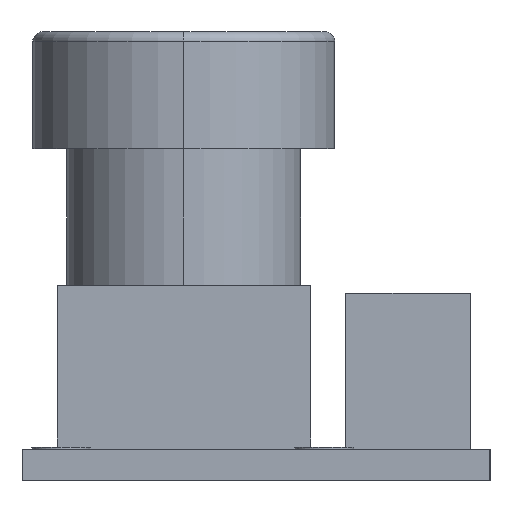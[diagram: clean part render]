
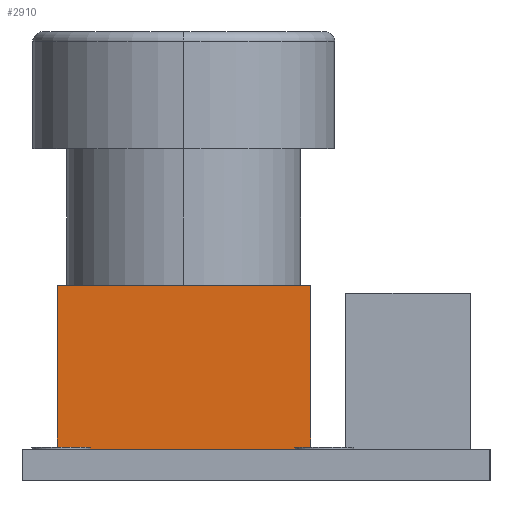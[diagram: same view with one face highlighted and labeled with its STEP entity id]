
A CAD part, left-side view. The second image highlights one B-rep face of the part: STEP entity #2910.
In plain terms, the highlighted planar face has unit normal (-1, 0, 0).
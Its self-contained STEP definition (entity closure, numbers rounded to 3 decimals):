
#145 = AXIS2_PLACEMENT_3D ( 'NONE', #924, #303, #1203 ) ;
#162 = VECTOR ( 'NONE', #1140, 1000. ) ;
#201 = VERTEX_POINT ( 'NONE', #2130 ) ;
#278 = VECTOR ( 'NONE', #3854, 1000. ) ;
#303 = DIRECTION ( 'NONE',  ( -1., 0., 0. ) ) ;
#656 = VERTEX_POINT ( 'NONE', #3421 ) ;
#779 = CARTESIAN_POINT ( 'NONE',  ( -36.5, 10.2, 1.6 ) ) ;
#834 = EDGE_CURVE ( 'NONE', #656, #3030, #1550, .T. ) ;
#845 = ORIENTED_EDGE ( 'NONE', *, *, #834, .F. ) ;
#909 = ORIENTED_EDGE ( 'NONE', *, *, #3780, .F. ) ;
#924 = CARTESIAN_POINT ( 'NONE',  ( -36.5, 0., 10. ) ) ;
#1012 = DIRECTION ( 'NONE',  ( 0., 1., 0. ) ) ;
#1019 = CARTESIAN_POINT ( 'NONE',  ( -36.5, 0., 10. ) ) ;
#1140 = DIRECTION ( 'NONE',  ( 0., 0., -1. ) ) ;
#1183 = CARTESIAN_POINT ( 'NONE',  ( -36.5, -2.8, 10. ) ) ;
#1203 = DIRECTION ( 'NONE',  ( 0., 0., 1. ) ) ;
#1286 = ORIENTED_EDGE ( 'NONE', *, *, #3533, .T. ) ;
#1321 = VECTOR ( 'NONE', #3043, 1000. ) ;
#1550 = LINE ( 'NONE', #1183, #162 ) ;
#1819 = PLANE ( 'NONE',  #145 ) ;
#2130 = CARTESIAN_POINT ( 'NONE',  ( -36.5, 10.2, 10. ) ) ;
#2175 = ORIENTED_EDGE ( 'NONE', *, *, #2963, .T. ) ;
#2314 = EDGE_LOOP ( 'NONE', ( #909, #845, #2175, #1286 ) ) ;
#2322 = LINE ( 'NONE', #3243, #3478 ) ;
#2377 = CARTESIAN_POINT ( 'NONE',  ( -36.5, -2.8, 1.6 ) ) ;
#2591 = LINE ( 'NONE', #1019, #278 ) ;
#2750 = FACE_OUTER_BOUND ( 'NONE', #2314, .T. ) ;
#2910 = ADVANCED_FACE ( 'NONE', ( #2750 ), #1819, .T. ) ;
#2963 = EDGE_CURVE ( 'NONE', #656, #201, #2591, .T. ) ;
#3030 = VERTEX_POINT ( 'NONE', #2377 ) ;
#3043 = DIRECTION ( 'NONE',  ( 0., 0., -1. ) ) ;
#3243 = CARTESIAN_POINT ( 'NONE',  ( -36.5, 0., 1.6 ) ) ;
#3286 = VERTEX_POINT ( 'NONE', #779 ) ;
#3421 = CARTESIAN_POINT ( 'NONE',  ( -36.5, -2.8, 10. ) ) ;
#3478 = VECTOR ( 'NONE', #1012, 1000. ) ;
#3533 = EDGE_CURVE ( 'NONE', #201, #3286, #3928, .T. ) ;
#3780 = EDGE_CURVE ( 'NONE', #3030, #3286, #2322, .T. ) ;
#3854 = DIRECTION ( 'NONE',  ( 0., 1., 0. ) ) ;
#3928 = LINE ( 'NONE', #3992, #1321 ) ;
#3992 = CARTESIAN_POINT ( 'NONE',  ( -36.5, 10.2, 10. ) ) ;
